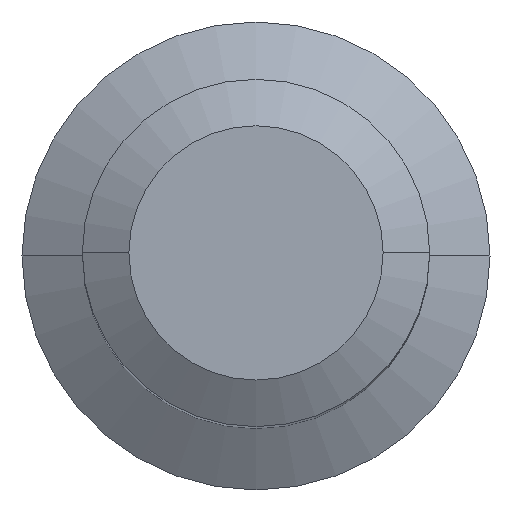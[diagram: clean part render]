
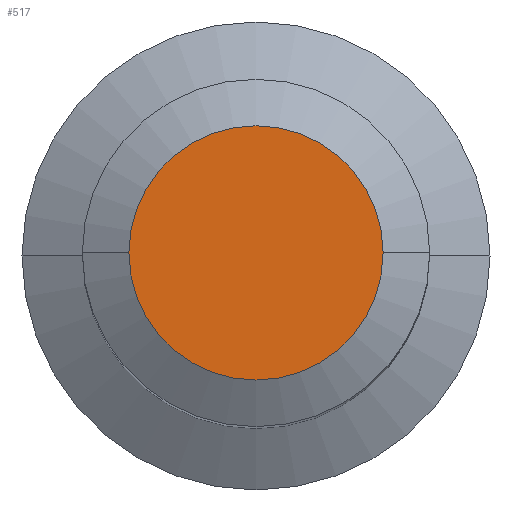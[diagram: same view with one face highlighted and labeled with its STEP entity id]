
A CAD part, top view. The second image highlights one B-rep face of the part: STEP entity #517.
In plain terms, the highlighted planar face has unit normal (0, 0, 1).
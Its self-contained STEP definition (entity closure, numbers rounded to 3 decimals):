
#4 = AXIS2_PLACEMENT_3D ( 'NONE', #245, #495, #597 ) ;
#22 = EDGE_CURVE ( 'NONE', #136, #533, #170, .T. ) ;
#82 = CIRCLE ( 'NONE', #446, 9.15 ) ;
#136 = VERTEX_POINT ( 'NONE', #388 ) ;
#170 = CIRCLE ( 'NONE', #548, 9.15 ) ;
#194 = PLANE ( 'NONE',  #4 ) ;
#195 = CARTESIAN_POINT ( 'NONE',  ( 0., 0., 0. ) ) ;
#210 = DIRECTION ( 'NONE',  ( 0., 0., 1. ) ) ;
#245 = CARTESIAN_POINT ( 'NONE',  ( 0., 0., 0. ) ) ;
#250 = FACE_OUTER_BOUND ( 'NONE', #312, .T. ) ;
#287 = CARTESIAN_POINT ( 'NONE',  ( 9.15, 0., 0. ) ) ;
#303 = DIRECTION ( 'NONE',  ( 1., 0., 0. ) ) ;
#312 = EDGE_LOOP ( 'NONE', ( #560, #590 ) ) ;
#388 = CARTESIAN_POINT ( 'NONE',  ( -9.15, 0., 0. ) ) ;
#409 = DIRECTION ( 'NONE',  ( 1., 0., 0. ) ) ;
#410 = DIRECTION ( 'NONE',  ( 0., 0., 1. ) ) ;
#446 = AXIS2_PLACEMENT_3D ( 'NONE', #504, #210, #409 ) ;
#495 = DIRECTION ( 'NONE',  ( 0., 0., -1. ) ) ;
#504 = CARTESIAN_POINT ( 'NONE',  ( 0., 0., 0. ) ) ;
#517 = ADVANCED_FACE ( 'NONE', ( #250 ), #194, .F. ) ;
#533 = VERTEX_POINT ( 'NONE', #287 ) ;
#547 = EDGE_CURVE ( 'NONE', #533, #136, #82, .T. ) ;
#548 = AXIS2_PLACEMENT_3D ( 'NONE', #195, #410, #303 ) ;
#560 = ORIENTED_EDGE ( 'NONE', *, *, #22, .T. ) ;
#590 = ORIENTED_EDGE ( 'NONE', *, *, #547, .T. ) ;
#597 = DIRECTION ( 'NONE',  ( -1., 0., 0. ) ) ;
